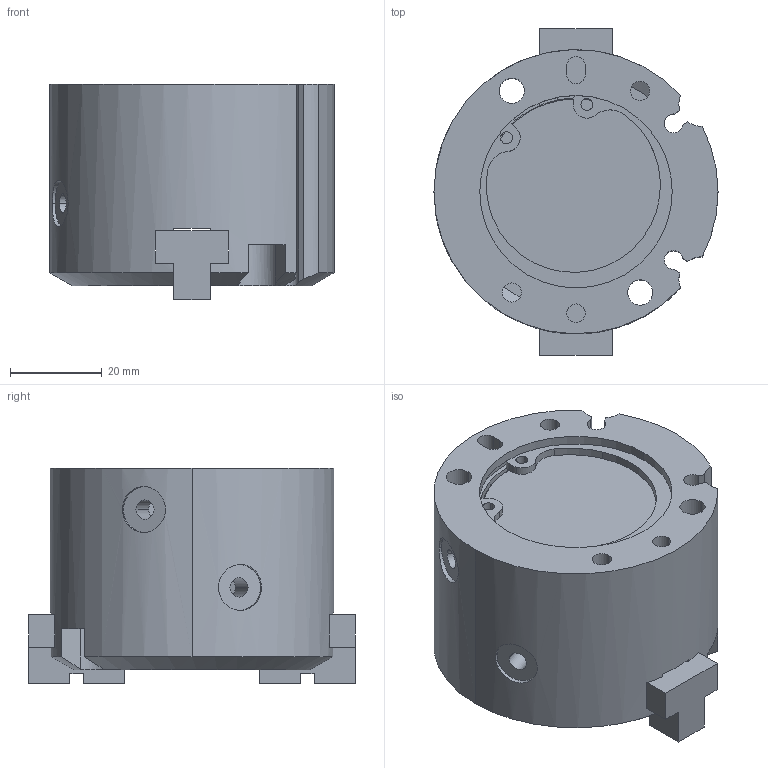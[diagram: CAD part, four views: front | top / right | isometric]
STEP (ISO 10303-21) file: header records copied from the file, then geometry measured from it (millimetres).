
FILE_DESCRIPTION (( 'STEP AP203' ), '1' );
FILE_NAME ('GC-402.STEP', '2019-09-19T02:51:50', ( 'user' ), ( '' ), 'SwSTEP 2.0', 'SolidWorks 2014', '' );
FILE_SCHEMA (( 'CONFIG_CONTROL_DESIGN' ));
Length unit declared in the file: millimetre
Products named in the file (1): GC-402
Bounding box: 62 x 71.32 x 47 mm (x, y, z)
Surface area: 22376.4 mm2 (no closed solid volume)
Topology: 0 solids, 10 shells, 192 faces, 614 edges, 434 vertices
Faces by surface type: plane 90, cylinder 74, cone 19, torus 5, bspline 4
Entity records: 7449 total; most frequent: CARTESIAN_POINT 2051, DIRECTION 1104, ORIENTED_EDGE 1005, EDGE_CURVE 614, VERTEX_POINT 434, AXIS2_PLACEMENT_3D 381, VECTOR 342, LINE 342
